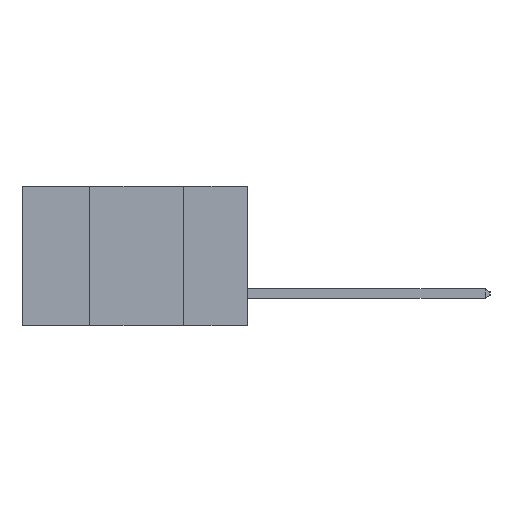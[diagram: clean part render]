
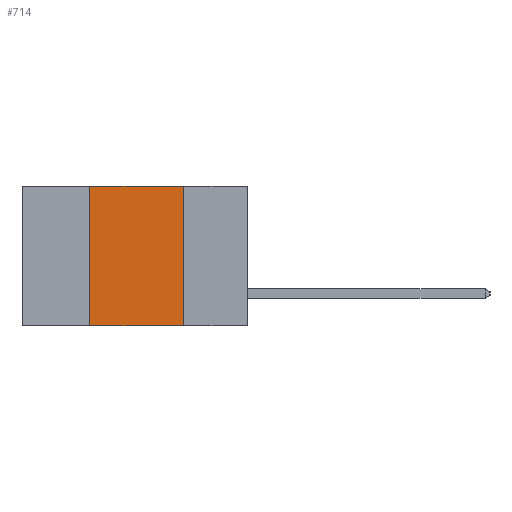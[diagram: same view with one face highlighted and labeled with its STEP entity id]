
A CAD part, left-side view. The second image highlights one B-rep face of the part: STEP entity #714.
In plain terms, the highlighted planar face has unit normal (-1, 0, 0).
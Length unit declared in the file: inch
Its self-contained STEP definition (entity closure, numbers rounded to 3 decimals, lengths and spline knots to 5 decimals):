
#714 = ADVANCED_FACE ( 'NONE', ( #4484 ), #8468, .F. ) ;
#1311 = VERTEX_POINT ( 'NONE', #10915 ) ;
#1604 = DIRECTION ( 'NONE',  ( 0., -1., 0. ) ) ;
#2253 = EDGE_CURVE ( 'NONE', #8588, #5329, #9165, .T. ) ;
#2337 = VERTEX_POINT ( 'NONE', #15723 ) ;
#3711 = CARTESIAN_POINT ( 'NONE',  ( 0., 0.17, 0. ) ) ;
#4484 = FACE_OUTER_BOUND ( 'NONE', #9127, .T. ) ;
#4651 = DIRECTION ( 'NONE',  ( 1., 0., 0. ) ) ;
#5115 = VECTOR ( 'NONE', #6796, 39.37008 ) ;
#5329 = VERTEX_POINT ( 'NONE', #13913 ) ;
#5507 = AXIS2_PLACEMENT_3D ( 'NONE', #5981, #4651, #14026 ) ;
#5562 = LINE ( 'NONE', #6596, #15017 ) ;
#5578 = CARTESIAN_POINT ( 'NONE',  ( 0., 0.6, -0.37 ) ) ;
#5981 = CARTESIAN_POINT ( 'NONE',  ( 0., 0.6, 0. ) ) ;
#6211 = DIRECTION ( 'NONE',  ( 0., 0., 1. ) ) ;
#6519 = ORIENTED_EDGE ( 'NONE', *, *, #2253, .F. ) ;
#6596 = CARTESIAN_POINT ( 'NONE',  ( 0., 0.6, 0. ) ) ;
#6796 = DIRECTION ( 'NONE',  ( 0., -1., 0. ) ) ;
#6848 = VECTOR ( 'NONE', #6211, 39.37008 ) ;
#7486 = CARTESIAN_POINT ( 'NONE',  ( 0., 0.42, -0.37 ) ) ;
#7587 = DIRECTION ( 'NONE',  ( 0., 0., -1. ) ) ;
#7969 = LINE ( 'NONE', #5578, #5115 ) ;
#8468 = PLANE ( 'NONE',  #5507 ) ;
#8588 = VERTEX_POINT ( 'NONE', #3711 ) ;
#8940 = LINE ( 'NONE', #7486, #6848 ) ;
#9127 = EDGE_LOOP ( 'NONE', ( #6519, #10648, #9910, #10457 ) ) ;
#9165 = LINE ( 'NONE', #10448, #12287 ) ;
#9910 = ORIENTED_EDGE ( 'NONE', *, *, #12709, .F. ) ;
#10448 = CARTESIAN_POINT ( 'NONE',  ( 0., 0.17, -0.37 ) ) ;
#10457 = ORIENTED_EDGE ( 'NONE', *, *, #12998, .T. ) ;
#10648 = ORIENTED_EDGE ( 'NONE', *, *, #14677, .F. ) ;
#10915 = CARTESIAN_POINT ( 'NONE',  ( 0., 0.42, 0. ) ) ;
#12287 = VECTOR ( 'NONE', #7587, 39.37008 ) ;
#12709 = EDGE_CURVE ( 'NONE', #2337, #1311, #8940, .T. ) ;
#12998 = EDGE_CURVE ( 'NONE', #2337, #5329, #7969, .T. ) ;
#13913 = CARTESIAN_POINT ( 'NONE',  ( 0., 0.17, -0.37 ) ) ;
#14026 = DIRECTION ( 'NONE',  ( 0., 0., -1. ) ) ;
#14677 = EDGE_CURVE ( 'NONE', #1311, #8588, #5562, .T. ) ;
#15017 = VECTOR ( 'NONE', #1604, 39.37008 ) ;
#15723 = CARTESIAN_POINT ( 'NONE',  ( 0., 0.42, -0.37 ) ) ;
